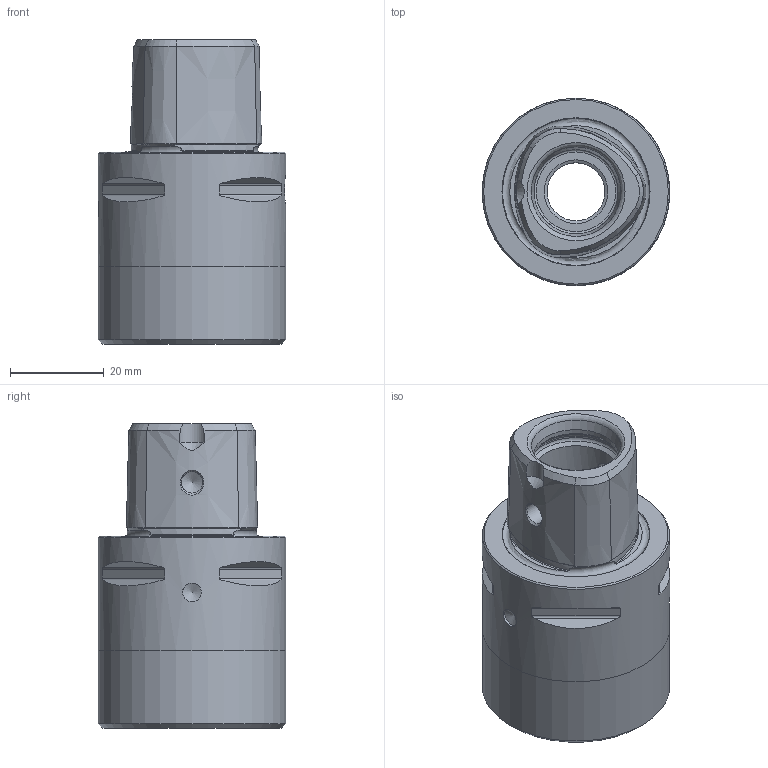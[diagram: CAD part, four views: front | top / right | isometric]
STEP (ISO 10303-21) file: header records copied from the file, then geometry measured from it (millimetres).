
FILE_DESCRIPTION(/* description */ (''),/* implementation_level */ '2;1');
FILE_NAME(/* name */ '280413210.stp',/* time_stamp */ '2021-01-08T12:38:22',/* author */ ('LRA'),/* organization */ ('REGO-FIX'),/* preprocessor_version */ ' Unknown',/* originating_system */ 'SIEMENS PLM Software Solid Edge ST10',/* authorization */ 'Unknown');
FILE_SCHEMA (('AUTOMOTIVE_DESIGN { 1 0 10303 214 2 1 1}'));
Length unit declared in the file: millimetre
Products named in the file (1): NOCUT
Bounding box: 40 x 40 x 65 mm (x, y, z)
Volume: 38311.6 mm3; surface area: 13620.8 mm2
Topology: 1 solids, 1 shells, 100 faces, 250 edges, 156 vertices
Faces by surface type: cone 54, cylinder 20, plane 20, torus 6
Full cylindrical faces by diameter (mm): 4 x1, 4.6 x2, 12.376 x1, 18 x2, 20 x1, 23.8 x1, 24 x1, 40 x2
Entity records: 3585 total; most frequent: CARTESIAN_POINT 743, DIRECTION 432, ORIENTED_EDGE 406, EDGE_CURVE 203, AXIS2_PLACEMENT_3D 192, VERTEX_POINT 143, FACE_BOUND 142, EDGE_LOOP 139
